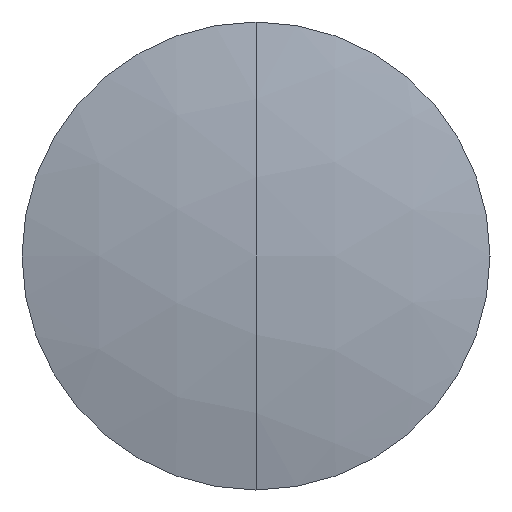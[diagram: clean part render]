
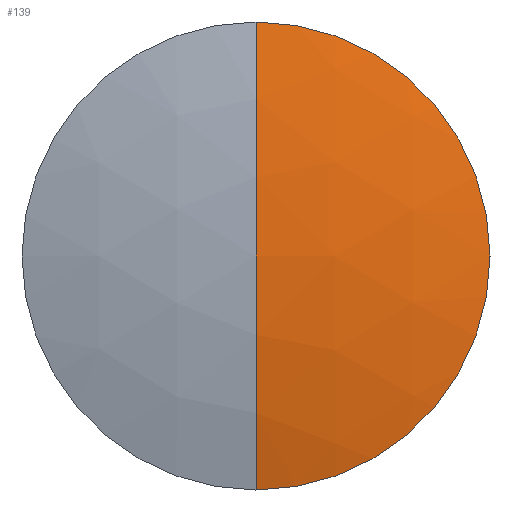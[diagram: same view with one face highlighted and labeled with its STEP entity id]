
A CAD part, left-side view. The second image highlights one B-rep face of the part: STEP entity #139.
In plain terms, the highlighted spherical face has radius 40.179 mm.
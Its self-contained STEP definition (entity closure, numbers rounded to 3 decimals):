
#2 = EDGE_CURVE ( 'NONE', #278, #269, #126, .T. ) ;
#5 = DIRECTION ( 'NONE',  ( 0., 0., 1. ) ) ;
#12 = CARTESIAN_POINT ( 'NONE',  ( 29.429, 0., 10. ) ) ;
#13 = SPHERICAL_SURFACE ( 'NONE', #115, 40.179 ) ;
#14 = CARTESIAN_POINT ( 'NONE',  ( 68.344, 0., 0. ) ) ;
#28 = CARTESIAN_POINT ( 'NONE',  ( 29.429, 0., -10. ) ) ;
#40 = CIRCLE ( 'NONE', #150, 40.179 ) ;
#82 = EDGE_LOOP ( 'NONE', ( #157, #213, #221 ) ) ;
#101 = DIRECTION ( 'NONE',  ( 0., 1., 0. ) ) ;
#115 = AXIS2_PLACEMENT_3D ( 'NONE', #14, #338, #179 ) ;
#126 = CIRCLE ( 'NONE', #248, 40.179 ) ;
#131 = VERTEX_POINT ( 'NONE', #12 ) ;
#138 = CARTESIAN_POINT ( 'NONE',  ( 29.429, 0., 0. ) ) ;
#139 = ADVANCED_FACE ( 'NONE', ( #162 ), #13, .T. ) ;
#144 = DIRECTION ( 'NONE',  ( -1., 0., 0. ) ) ;
#150 = AXIS2_PLACEMENT_3D ( 'NONE', #185, #284, #187 ) ;
#157 = ORIENTED_EDGE ( 'NONE', *, *, #331, .T. ) ;
#162 = FACE_OUTER_BOUND ( 'NONE', #82, .T. ) ;
#173 = CARTESIAN_POINT ( 'NONE',  ( 68.344, 0., 0. ) ) ;
#175 = EDGE_CURVE ( 'NONE', #131, #269, #40, .T. ) ;
#179 = DIRECTION ( 'NONE',  ( 0., 0., -1. ) ) ;
#185 = CARTESIAN_POINT ( 'NONE',  ( 68.344, 0., 0. ) ) ;
#187 = DIRECTION ( 'NONE',  ( 0., 0., -1. ) ) ;
#206 = DIRECTION ( 'NONE',  ( 0., 0., 1. ) ) ;
#209 = CARTESIAN_POINT ( 'NONE',  ( 28.165, 0., 0. ) ) ;
#213 = ORIENTED_EDGE ( 'NONE', *, *, #175, .T. ) ;
#221 = ORIENTED_EDGE ( 'NONE', *, *, #2, .F. ) ;
#248 = AXIS2_PLACEMENT_3D ( 'NONE', #173, #101, #5 ) ;
#269 = VERTEX_POINT ( 'NONE', #209 ) ;
#278 = VERTEX_POINT ( 'NONE', #28 ) ;
#284 = DIRECTION ( 'NONE',  ( 0., -1., 0. ) ) ;
#289 = AXIS2_PLACEMENT_3D ( 'NONE', #138, #144, #206 ) ;
#331 = EDGE_CURVE ( 'NONE', #278, #131, #342, .T. ) ;
#338 = DIRECTION ( 'NONE',  ( 0., -1., 0. ) ) ;
#342 = CIRCLE ( 'NONE', #289, 10. ) ;
